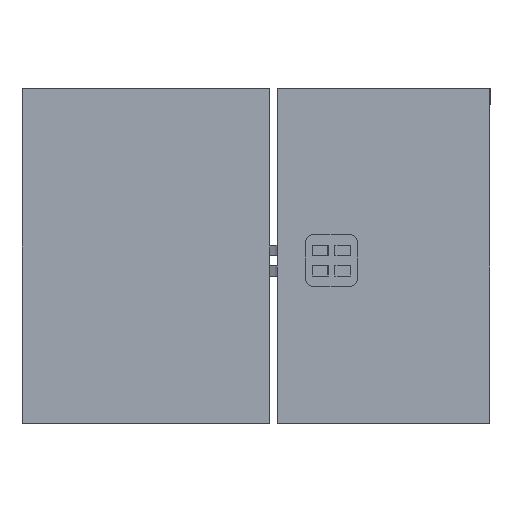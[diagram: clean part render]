
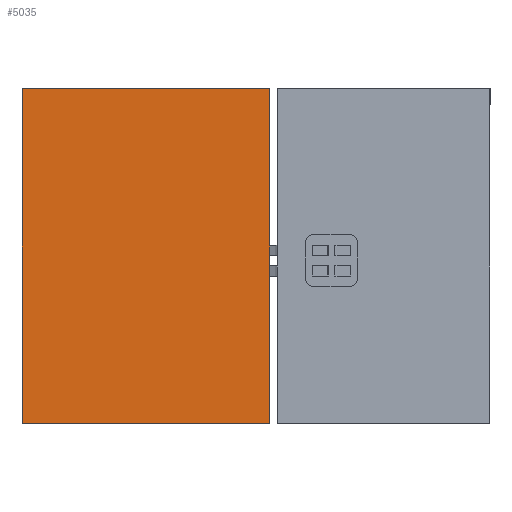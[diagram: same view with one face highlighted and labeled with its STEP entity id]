
A CAD part, front view. The second image highlights one B-rep face of the part: STEP entity #5035.
In plain terms, the highlighted planar face has unit normal (0, -1, 0).
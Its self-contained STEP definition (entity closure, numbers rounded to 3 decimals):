
#641=FACE_OUTER_BOUND('',#949,.T.);
#949=EDGE_LOOP('',(#3402,#3403,#3404,#3405));
#1302=LINE('',#7783,#1733);
#1306=LINE('',#7791,#1737);
#1309=LINE('',#7797,#1740);
#1312=LINE('',#7802,#1743);
#1733=VECTOR('',#6195,10.);
#1737=VECTOR('',#6201,10.);
#1740=VECTOR('',#6206,10.);
#1743=VECTOR('',#6211,10.);
#2164=VERTEX_POINT('',#7781);
#2165=VERTEX_POINT('',#7782);
#2168=VERTEX_POINT('',#7790);
#2170=VERTEX_POINT('',#7796);
#2636=EDGE_CURVE('',#2164,#2165,#1302,.T.);
#2640=EDGE_CURVE('',#2168,#2164,#1306,.T.);
#2643=EDGE_CURVE('',#2170,#2168,#1309,.T.);
#2646=EDGE_CURVE('',#2165,#2170,#1312,.T.);
#3402=ORIENTED_EDGE('',*,*,#2646,.F.);
#3403=ORIENTED_EDGE('',*,*,#2636,.F.);
#3404=ORIENTED_EDGE('',*,*,#2640,.F.);
#3405=ORIENTED_EDGE('',*,*,#2643,.F.);
#4879=PLANE('',#5617);
#5035=ADVANCED_FACE('',(#641),#4879,.F.);
#5617=AXIS2_PLACEMENT_3D('',#7805,#6215,#6216);
#6195=DIRECTION('',(0.,0.,1.));
#6201=DIRECTION('',(-1.,0.,0.));
#6206=DIRECTION('',(0.,0.,-1.));
#6211=DIRECTION('',(1.,0.,0.));
#6215=DIRECTION('center_axis',(0.,1.,0.));
#6216=DIRECTION('ref_axis',(0.,0.,1.));
#7781=CARTESIAN_POINT('',(-36.102,0.,-48.666));
#7782=CARTESIAN_POINT('',(-36.102,0.,48.666));
#7783=CARTESIAN_POINT('',(-36.102,0.,-48.666));
#7790=CARTESIAN_POINT('',(36.102,0.,-48.666));
#7791=CARTESIAN_POINT('',(36.102,0.,-48.666));
#7796=CARTESIAN_POINT('',(36.102,0.,48.666));
#7797=CARTESIAN_POINT('',(36.102,0.,48.666));
#7802=CARTESIAN_POINT('',(-36.102,0.,48.666));
#7805=CARTESIAN_POINT('Origin',(0.,0.,0.));
